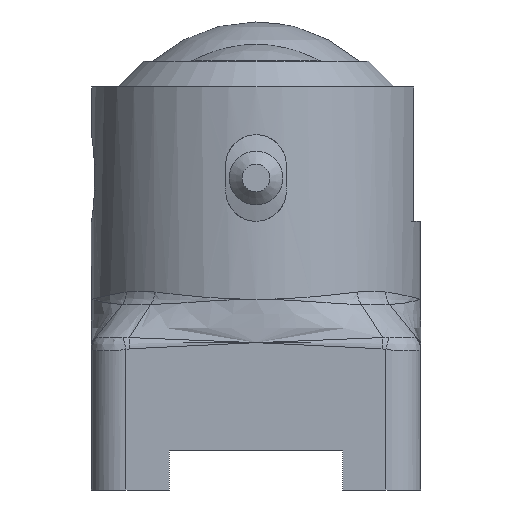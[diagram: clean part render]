
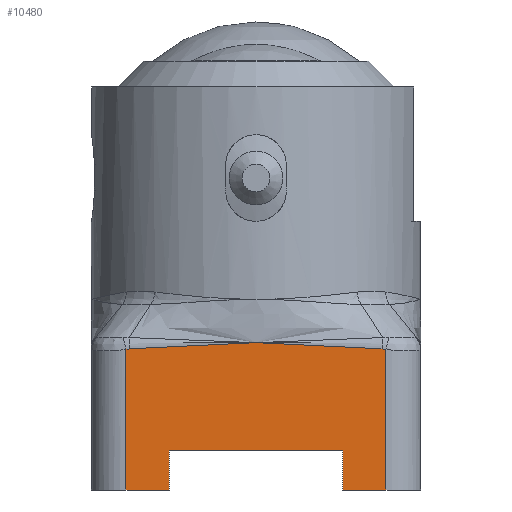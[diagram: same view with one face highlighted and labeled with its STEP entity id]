
A CAD part, left-side view. The second image highlights one B-rep face of the part: STEP entity #10480.
In plain terms, the highlighted planar face has unit normal (-1, 0, 0).
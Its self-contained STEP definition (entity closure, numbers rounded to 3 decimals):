
#252=CARTESIAN_POINT('',(-19.,-0.002,17.));
#253=VERTEX_POINT('',#252);
#254=CARTESIAN_POINT('',(-19.0,-14.539,16.29));
#255=VERTEX_POINT('',#254);
#256=CARTESIAN_POINT('',(-19.,0.,17.0));
#257=CARTESIAN_POINT('',(-19.,-0.056,17.));
#258=CARTESIAN_POINT('',(-19.,-0.113,17.));
#259=CARTESIAN_POINT('',(-19.,-0.169,17.));
#260=CARTESIAN_POINT('',(-19.,-1.54,16.998));
#261=CARTESIAN_POINT('',(-19.,-4.28,16.951));
#262=CARTESIAN_POINT('',(-19.,-7.704,16.783));
#263=CARTESIAN_POINT('',(-19.,-10.439,16.595));
#264=CARTESIAN_POINT('',(-19.0,-12.148,16.466));
#265=CARTESIAN_POINT('',(-19.0,-13.343,16.376));
#266=CARTESIAN_POINT('',(-19.,-13.941,16.332));
#267=CARTESIAN_POINT('',(-19.,-14.283,16.307));
#268=CARTESIAN_POINT('',(-19.0,-14.454,16.295));
#269=CARTESIAN_POINT('',(-19.0,-14.539,16.29));
#270=B_SPLINE_CURVE_WITH_KNOTS('',3,(#256,#257,#258,#259,#260,#261,#262,#263,#264,#265,#266,#267,#268,#269),.UNSPECIFIED.,.F.,.U.,(4,3,1,1,1,1,1,1,1,4),(-0.017,0.,0.411,0.822,1.028,1.233,1.336,1.387,1.413,1.439),.UNSPECIFIED.);
#271=EDGE_CURVE('',#253,#255,#270,.T.);
#8381=CARTESIAN_POINT('',(-19.,0.,17.0));
#8382=VERTEX_POINT('',#8381);
#8400=CARTESIAN_POINT('',(-18.521,-14.622,17.586));
#8401=CARTESIAN_POINT('',(-18.525,-14.542,17.587));
#8402=CARTESIAN_POINT('',(-18.538,-14.373,17.583));
#8403=CARTESIAN_POINT('',(-18.565,-14.032,17.573));
#8404=CARTESIAN_POINT('',(-18.616,-13.432,17.552));
#8405=CARTESIAN_POINT('',(-18.716,-12.227,17.499));
#8406=CARTESIAN_POINT('',(-18.839,-10.497,17.399));
#8407=CARTESIAN_POINT('',(-18.966,-7.727,17.222));
#8408=CARTESIAN_POINT('',(-19.003,-4.28,17.048));
#8409=CARTESIAN_POINT('',(-19.,-1.54,17.002));
#8410=CARTESIAN_POINT('',(-19.,-0.169,17.));
#8411=CARTESIAN_POINT('',(-19.,-0.113,17.));
#8412=CARTESIAN_POINT('',(-19.,-0.056,17.));
#8413=CARTESIAN_POINT('',(-19.,0.,17.0));
#8414=B_SPLINE_CURVE_WITH_KNOTS('',3,(#8400,#8401,#8402,#8403,#8404,#8405,#8406,#8407,#8408,#8409,#8410,#8411,#8412,#8413),.UNSPECIFIED.,.F.,.U.,(4,1,1,1,1,1,1,1,3,4),(-1.439,-1.413,-1.387,-1.336,-1.233,-1.028,-0.822,-0.411,0.0,0.017),.UNSPECIFIED.);
#8415=EDGE_CURVE('',#253,#8382,#8414,.T.);
#9281=CARTESIAN_POINT('',(-19.,-15.,16.214));
#9282=VERTEX_POINT('',#9281);
#9386=CARTESIAN_POINT('',(-19.,14.539,16.29));
#9387=VERTEX_POINT('',#9386);
#9395=CARTESIAN_POINT('',(-19.,14.539,16.29));
#9396=CARTESIAN_POINT('',(-19.,14.454,16.295));
#9397=CARTESIAN_POINT('',(-19.,14.283,16.307));
#9398=CARTESIAN_POINT('',(-19.,13.941,16.332));
#9399=CARTESIAN_POINT('',(-19.,13.343,16.376));
#9400=CARTESIAN_POINT('',(-19.,12.148,16.466));
#9401=CARTESIAN_POINT('',(-19.,10.439,16.595));
#9402=CARTESIAN_POINT('',(-19.,7.704,16.783));
#9403=CARTESIAN_POINT('',(-19.,4.28,16.951));
#9404=CARTESIAN_POINT('',(-19.,1.54,16.998));
#9405=CARTESIAN_POINT('',(-19.,0.113,17.));
#9406=CARTESIAN_POINT('',(-19.,0.056,17.));
#9407=CARTESIAN_POINT('',(-19.,0.,17.));
#9408=B_SPLINE_CURVE_WITH_KNOTS('',3,(#9395,#9396,#9397,#9398,#9399,#9400,#9401,#9402,#9403,#9404,#9405,#9406,#9407),.UNSPECIFIED.,.F.,.U.,(4,1,1,1,1,1,1,1,2,4),(0.0,0.026,0.051,0.103,0.206,0.411,0.617,1.028,1.439,1.456),.UNSPECIFIED.);
#9409=EDGE_CURVE('',#9387,#8382,#9408,.T.);
#9533=CARTESIAN_POINT('',(-19.,15.,16.214));
#9534=VERTEX_POINT('',#9533);
#9605=CARTESIAN_POINT('',(-19.,15.,16.214));
#9606=CARTESIAN_POINT('',(-19.,14.913,16.235));
#9607=CARTESIAN_POINT('',(-19.,14.804,16.258));
#9608=CARTESIAN_POINT('',(-19.,14.65,16.28));
#9609=CARTESIAN_POINT('',(-19.,14.583,16.287));
#9610=CARTESIAN_POINT('',(-19.,14.539,16.29));
#9611=B_SPLINE_CURVE_WITH_KNOTS('',3,(#9605,#9606,#9607,#9608,#9609,#9610),.UNSPECIFIED.,.F.,.U.,(4,1,1,4),(0.,0.027,0.033,0.047),.UNSPECIFIED.);
#9612=EDGE_CURVE('',#9534,#9387,#9611,.T.);
#9657=CARTESIAN_POINT('',(-19.,-15.391,15.767));
#9658=DIRECTION('',(1.0,0.0,0.0));
#9659=DIRECTION('',(0.0,0.941,0.338));
#9660=AXIS2_PLACEMENT_3D('',#9657,#9658,#9659);
#9661=ELLIPSE('',#9660,1.284,0.316);
#9662=EDGE_CURVE('',#255,#9282,#9661,.T.);
#10414=CARTESIAN_POINT('',(-19.0,-15.,0.0));
#10415=DIRECTION('',(-1.0,0.0,0.0));
#10416=DIRECTION('',(0.0,0.0,1.0));
#10417=AXIS2_PLACEMENT_3D('',#10414,#10415,#10416);
#10418=PLANE('',#10417);
#10419=ORIENTED_EDGE('',*,*,#9662,.F.);
#10420=ORIENTED_EDGE('',*,*,#271,.F.);
#10421=ORIENTED_EDGE('',*,*,#8415,.T.);
#10422=ORIENTED_EDGE('',*,*,#9409,.F.);
#10423=ORIENTED_EDGE('',*,*,#9612,.F.);
#10424=CARTESIAN_POINT('',(-19.,15.,0.0));
#10425=VERTEX_POINT('',#10424);
#10426=CARTESIAN_POINT('',(-19.,15.,0.0));
#10427=DIRECTION('',(0.,0.,1.0));
#10428=VECTOR('',#10427,16.214);
#10429=LINE('',#10426,#10428);
#10430=EDGE_CURVE('',#10425,#9534,#10429,.T.);
#10431=ORIENTED_EDGE('',*,*,#10430,.F.);
#10432=CARTESIAN_POINT('',(-19.,10.0,0.));
#10433=VERTEX_POINT('',#10432);
#10434=CARTESIAN_POINT('',(-19.,10.0,0.));
#10435=DIRECTION('',(0.0,1.0,0.0));
#10436=VECTOR('',#10435,5.);
#10437=LINE('',#10434,#10436);
#10438=EDGE_CURVE('',#10433,#10425,#10437,.T.);
#10439=ORIENTED_EDGE('',*,*,#10438,.F.);
#10440=CARTESIAN_POINT('',(-19.,10.,4.5));
#10441=VERTEX_POINT('',#10440);
#10442=CARTESIAN_POINT('',(-19.,10.0,0.));
#10443=DIRECTION('',(0.0,0.0,1.0));
#10444=VECTOR('',#10443,4.5);
#10445=LINE('',#10442,#10444);
#10446=EDGE_CURVE('',#10433,#10441,#10445,.T.);
#10447=ORIENTED_EDGE('',*,*,#10446,.T.);
#10448=CARTESIAN_POINT('',(-19.0,-10.,4.5));
#10449=VERTEX_POINT('',#10448);
#10450=CARTESIAN_POINT('',(-19.,10.,4.5));
#10451=DIRECTION('',(0.0,-1.0,0.0));
#10452=VECTOR('',#10451,20.0);
#10453=LINE('',#10450,#10452);
#10454=EDGE_CURVE('',#10441,#10449,#10453,.T.);
#10455=ORIENTED_EDGE('',*,*,#10454,.T.);
#10456=CARTESIAN_POINT('',(-19.0,-10.,0.));
#10457=VERTEX_POINT('',#10456);
#10458=CARTESIAN_POINT('',(-19.0,-10.,4.5));
#10459=DIRECTION('',(0.0,0.0,-1.0));
#10460=VECTOR('',#10459,4.5);
#10461=LINE('',#10458,#10460);
#10462=EDGE_CURVE('',#10449,#10457,#10461,.T.);
#10463=ORIENTED_EDGE('',*,*,#10462,.T.);
#10464=CARTESIAN_POINT('',(-19.0,-15.,0.0));
#10465=VERTEX_POINT('',#10464);
#10466=CARTESIAN_POINT('',(-19.0,-15.,0.0));
#10467=DIRECTION('',(0.0,1.0,0.0));
#10468=VECTOR('',#10467,5.0);
#10469=LINE('',#10466,#10468);
#10470=EDGE_CURVE('',#10465,#10457,#10469,.T.);
#10471=ORIENTED_EDGE('',*,*,#10470,.F.);
#10472=CARTESIAN_POINT('',(-19.0,-15.,0.0));
#10473=DIRECTION('',(0.0,0.0,1.0));
#10474=VECTOR('',#10473,16.214);
#10475=LINE('',#10472,#10474);
#10476=EDGE_CURVE('',#10465,#9282,#10475,.T.);
#10477=ORIENTED_EDGE('',*,*,#10476,.T.);
#10478=EDGE_LOOP('',(#10419,#10420,#10421,#10422,#10423,#10431,#10439,#10447,#10455,#10463,#10471,#10477));
#10479=FACE_OUTER_BOUND('',#10478,.T.);
#10480=ADVANCED_FACE('',(#10479),#10418,.T.);
